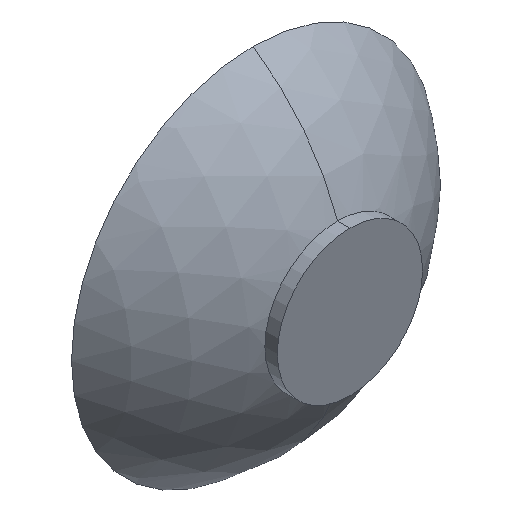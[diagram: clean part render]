
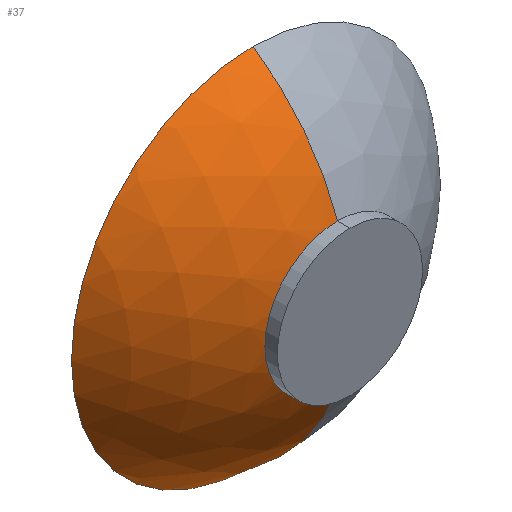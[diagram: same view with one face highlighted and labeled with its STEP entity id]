
A CAD part, isometric view. The second image highlights one B-rep face of the part: STEP entity #37.
In plain terms, the highlighted spherical face has radius 903 mm.
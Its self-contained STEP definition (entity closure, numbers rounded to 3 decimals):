
#12 = EDGE_CURVE ( 'NONE', #163, #364, #165, .T. ) ;
#37 = ADVANCED_FACE ( 'NONE', ( #58 ), #318, .T. ) ;
#38 = CARTESIAN_POINT ( 'NONE',  ( 0., 51.291, 0. ) ) ;
#47 = DIRECTION ( 'NONE',  ( 1., 0., 0. ) ) ;
#48 = ORIENTED_EDGE ( 'NONE', *, *, #170, .T. ) ;
#49 = DIRECTION ( 'NONE',  ( 0., 0., -1. ) ) ;
#58 = FACE_OUTER_BOUND ( 'NONE', #171, .T. ) ;
#60 = CARTESIAN_POINT ( 'NONE',  ( 0., 903., 0. ) ) ;
#69 = CARTESIAN_POINT ( 'NONE',  ( 0., 400., 749.933 ) ) ;
#89 = DIRECTION ( 'NONE',  ( 0., 0., -1. ) ) ;
#101 = DIRECTION ( 'NONE',  ( -1., 0., 0. ) ) ;
#111 = DIRECTION ( 'NONE',  ( 0., 0., -1. ) ) ;
#115 = AXIS2_PLACEMENT_3D ( 'NONE', #161, #101, #353 ) ;
#118 = CARTESIAN_POINT ( 'NONE',  ( 0., 51.291, -300. ) ) ;
#127 = CIRCLE ( 'NONE', #188, 749.933 ) ;
#146 = DIRECTION ( 'NONE',  ( 1., 0., 0. ) ) ;
#156 = CARTESIAN_POINT ( 'NONE',  ( 0., 400., -749.933 ) ) ;
#161 = CARTESIAN_POINT ( 'NONE',  ( 0., 903., 0. ) ) ;
#163 = VERTEX_POINT ( 'NONE', #299 ) ;
#165 = CIRCLE ( 'NONE', #278, 300. ) ;
#169 = CARTESIAN_POINT ( 'NONE',  ( 0., 400., 0. ) ) ;
#170 = EDGE_CURVE ( 'NONE', #182, #364, #233, .T. ) ;
#171 = EDGE_LOOP ( 'NONE', ( #290, #287, #48, #256 ) ) ;
#182 = VERTEX_POINT ( 'NONE', #156 ) ;
#188 = AXIS2_PLACEMENT_3D ( 'NONE', #169, #282, #89 ) ;
#208 = VERTEX_POINT ( 'NONE', #69 ) ;
#225 = AXIS2_PLACEMENT_3D ( 'NONE', #326, #47, #49 ) ;
#233 = CIRCLE ( 'NONE', #115, 903. ) ;
#238 = EDGE_CURVE ( 'NONE', #208, #163, #368, .T. ) ;
#239 = DIRECTION ( 'NONE',  ( 0., -1., 0. ) ) ;
#250 = EDGE_CURVE ( 'NONE', #208, #182, #127, .T. ) ;
#256 = ORIENTED_EDGE ( 'NONE', *, *, #12, .F. ) ;
#278 = AXIS2_PLACEMENT_3D ( 'NONE', #38, #239, #341 ) ;
#282 = DIRECTION ( 'NONE',  ( 0., -1., 0. ) ) ;
#287 = ORIENTED_EDGE ( 'NONE', *, *, #250, .T. ) ;
#290 = ORIENTED_EDGE ( 'NONE', *, *, #238, .F. ) ;
#299 = CARTESIAN_POINT ( 'NONE',  ( 0., 51.291, 300. ) ) ;
#318 = SPHERICAL_SURFACE ( 'NONE', #344, 903. ) ;
#326 = CARTESIAN_POINT ( 'NONE',  ( 0., 903., 0. ) ) ;
#341 = DIRECTION ( 'NONE',  ( 0., 0., -1. ) ) ;
#344 = AXIS2_PLACEMENT_3D ( 'NONE', #60, #146, #111 ) ;
#353 = DIRECTION ( 'NONE',  ( 0., 0., 1. ) ) ;
#364 = VERTEX_POINT ( 'NONE', #118 ) ;
#368 = CIRCLE ( 'NONE', #225, 903. ) ;
